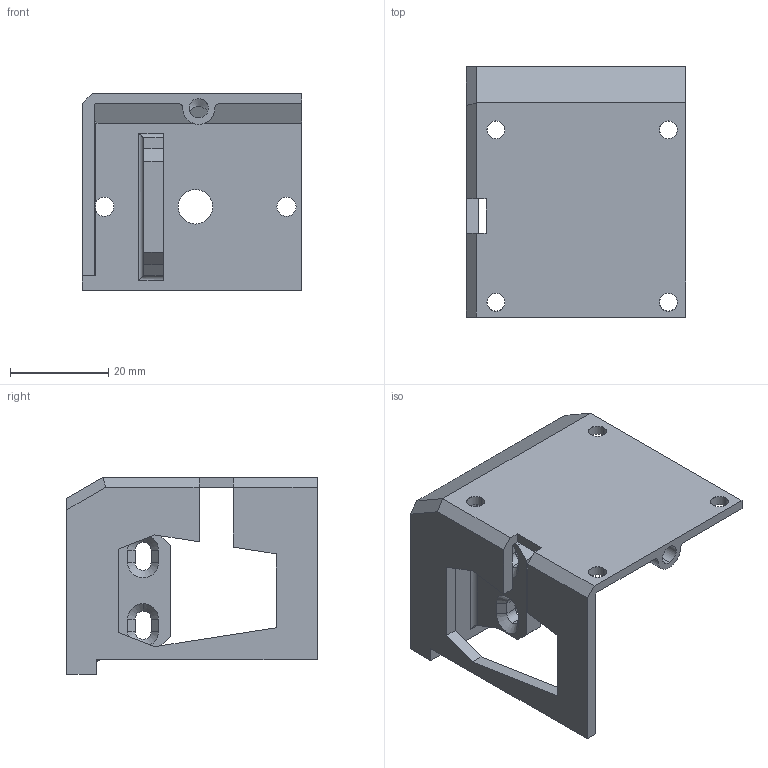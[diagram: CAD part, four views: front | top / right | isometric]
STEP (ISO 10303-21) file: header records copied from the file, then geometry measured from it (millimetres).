
FILE_DESCRIPTION (( 'STEP AP203' ), '1' );
FILE_NAME ('ChasingV2.STEP', '2024-09-09T15:18:00', ( '' ), ( '' ), 'SwSTEP 2.0', 'SolidWorks 2022', '' );
FILE_SCHEMA (( 'CONFIG_CONTROL_DESIGN' ));
Length unit declared in the file: millimetre
Products named in the file (1): ChasingV2
Bounding box: 44.49 x 50.85 x 40 mm (x, y, z)
Volume: 16944.1 mm3; surface area: 11757.6 mm2
Topology: 1 solids, 1 shells, 107 faces, 290 edges, 181 vertices
Faces by surface type: plane 46, cylinder 33, cone 28
Entity records: 3451 total; most frequent: CARTESIAN_POINT 627, DIRECTION 574, ORIENTED_EDGE 572, EDGE_CURVE 286, AXIS2_PLACEMENT_3D 192, VECTOR 190, LINE 190, VERTEX_POINT 181
